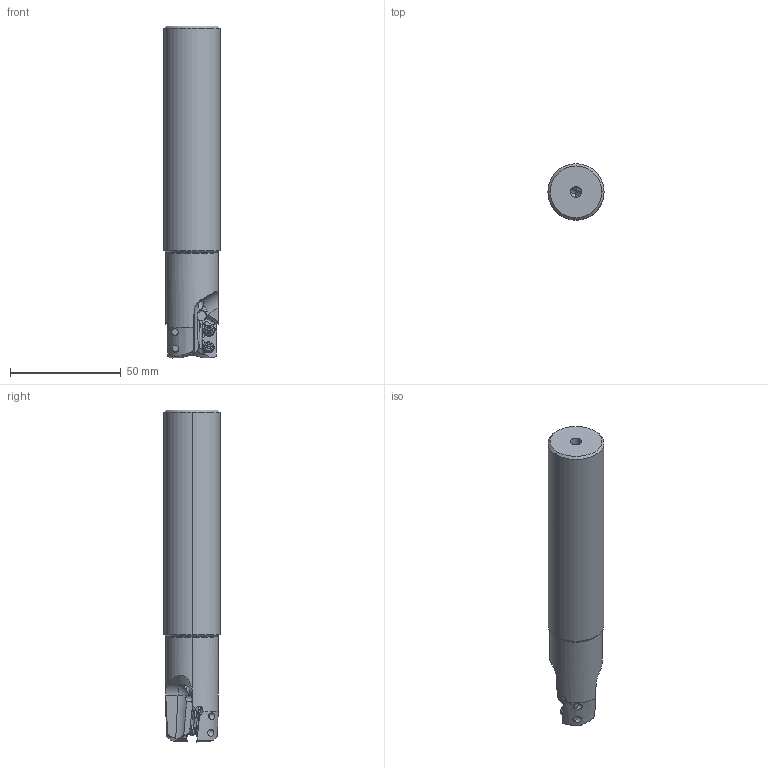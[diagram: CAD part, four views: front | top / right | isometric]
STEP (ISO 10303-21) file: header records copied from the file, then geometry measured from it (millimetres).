
FILE_DESCRIPTION(/* description */ (''),/* implementation_level */ '2;1');
FILE_NAME(/* name */ 'AXD4000UR162SA16SA.stp',/* time_stamp */ '2017-10-05T11:19:58+09:00',/* author */ (''),/* organization */ (''),/* preprocessor_version */ 'ST-DEVELOPER v16',/* originating_system */ 'SIEMENS PLM Software NX 10.0',/* authorisation */ '');
FILE_SCHEMA (('AUTOMOTIVE_DESIGN { 1 0 10303 214 3 1 1 1 }'));
Length unit declared in the file: millimetre
Products named in the file (1): AXD4000UR162SA16SA_ASM
Bounding box: 25.4 x 25.4 x 150.02 mm (x, y, z)
Volume: 64256.5 mm3; surface area: 15287.7 mm2
Topology: 5 solids, 5 shells, 278 faces, 863 edges, 586 vertices
Faces by surface type: cylinder 144, plane 62, cone 44, torus 16, sphere 10, bspline 2
Entity records: 13368 total; most frequent: CARTESIAN_POINT 5620, ORIENTED_EDGE 1702, DIRECTION 1564, EDGE_CURVE 851, AXIS2_PLACEMENT_3D 664, VERTEX_POINT 586, CIRCLE 342, EDGE_LOOP 293
